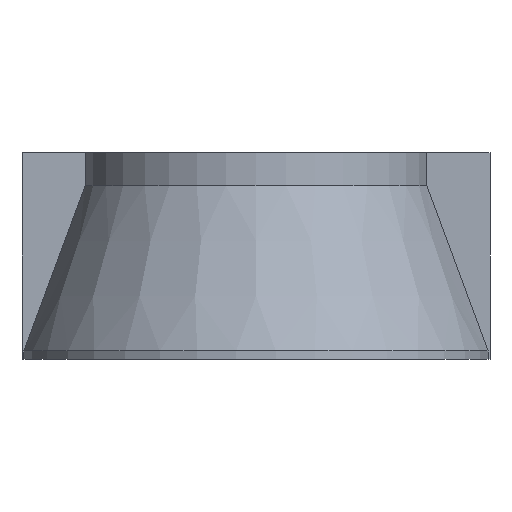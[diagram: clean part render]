
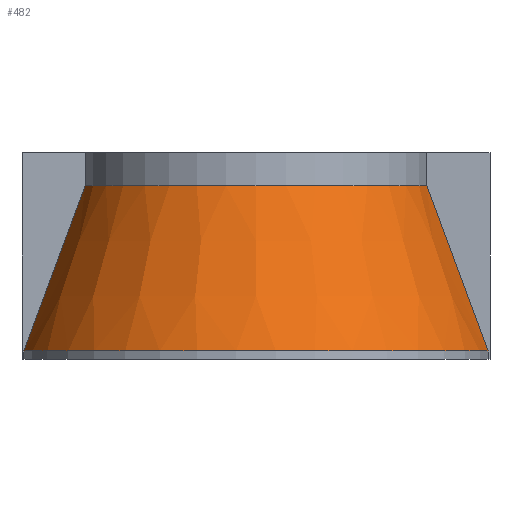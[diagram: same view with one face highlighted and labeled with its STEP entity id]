
A CAD part, front view. The second image highlights one B-rep face of the part: STEP entity #482.
In plain terms, the highlighted conical face has half-angle 20.136 degrees and reference radius 85 mm.
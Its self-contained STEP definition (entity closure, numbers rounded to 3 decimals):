
#20=CONICAL_SURFACE('',#533,85.,0.351);
#24=(
BOUNDED_CURVE()
B_SPLINE_CURVE(2,(#725,#726,#727),.UNSPECIFIED.,.F.,.F.)
B_SPLINE_CURVE_WITH_KNOTS((3,3),(0.,6.399),.UNSPECIFIED.)
CURVE()
GEOMETRIC_REPRESENTATION_ITEM()
RATIONAL_B_SPLINE_CURVE((1.,1.011,1.))
REPRESENTATION_ITEM('')
);
#29=(
BOUNDED_CURVE()
B_SPLINE_CURVE(2,(#790,#791,#792),.UNSPECIFIED.,.F.,.F.)
B_SPLINE_CURVE_WITH_KNOTS((3,3),(0.,6.399),.UNSPECIFIED.)
CURVE()
GEOMETRIC_REPRESENTATION_ITEM()
RATIONAL_B_SPLINE_CURVE((1.,1.011,1.))
REPRESENTATION_ITEM('')
);
#62=FACE_OUTER_BOUND('',#90,.T.);
#90=EDGE_LOOP('',(#399,#400,#401,#402));
#189=CIRCLE('',#513,63.);
#197=CIRCLE('',#534,85.);
#215=VERTEX_POINT('',#715);
#216=VERTEX_POINT('',#716);
#219=VERTEX_POINT('',#724);
#242=VERTEX_POINT('',#788);
#262=EDGE_CURVE('',#215,#216,#189,.T.);
#266=EDGE_CURVE('',#219,#215,#24,.T.);
#293=EDGE_CURVE('',#216,#242,#29,.T.);
#311=EDGE_CURVE('',#219,#242,#197,.T.);
#399=ORIENTED_EDGE('',*,*,#266,.T.);
#400=ORIENTED_EDGE('',*,*,#262,.T.);
#401=ORIENTED_EDGE('',*,*,#293,.T.);
#402=ORIENTED_EDGE('',*,*,#311,.F.);
#482=ADVANCED_FACE('',(#62),#20,.T.);
#513=AXIS2_PLACEMENT_3D('',#717,#573,#574);
#533=AXIS2_PLACEMENT_3D('',#827,#647,#648);
#534=AXIS2_PLACEMENT_3D('',#828,#649,#650);
#573=DIRECTION('center_axis',(0.,0.,-1.));
#574=DIRECTION('ref_axis',(1.,0.,0.));
#647=DIRECTION('center_axis',(0.,0.,-1.));
#648=DIRECTION('ref_axis',(-1.,0.,0.));
#649=DIRECTION('center_axis',(0.,0.,-1.));
#650=DIRECTION('ref_axis',(1.,0.,0.));
#715=CARTESIAN_POINT('',(62.032,-11.,63.));
#716=CARTESIAN_POINT('',(-62.032,-11.,63.));
#717=CARTESIAN_POINT('Origin',(0.,0.,63.));
#724=CARTESIAN_POINT('',(84.285,-11.,3.));
#725=CARTESIAN_POINT('Ctrl Pts',(84.285,-11.,3.));
#726=CARTESIAN_POINT('Ctrl Pts',(71.505,-11.,37.563));
#727=CARTESIAN_POINT('Ctrl Pts',(62.032,-11.,63.));
#788=CARTESIAN_POINT('',(-84.285,-11.,3.));
#790=CARTESIAN_POINT('Ctrl Pts',(-62.032,-11.,63.));
#791=CARTESIAN_POINT('Ctrl Pts',(-71.505,-11.,37.563));
#792=CARTESIAN_POINT('Ctrl Pts',(-84.285,-11.,3.));
#827=CARTESIAN_POINT('Origin',(0.,0.,3.));
#828=CARTESIAN_POINT('Origin',(0.,0.,3.));
